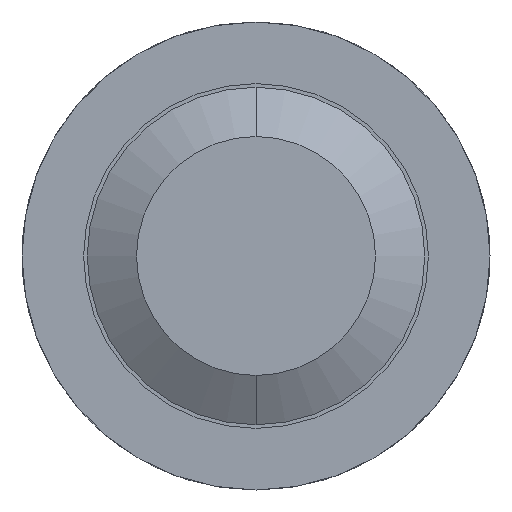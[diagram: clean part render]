
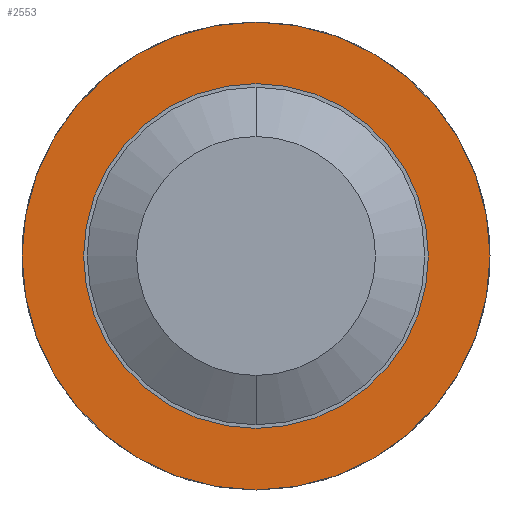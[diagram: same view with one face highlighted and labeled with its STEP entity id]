
A CAD part, front view. The second image highlights one B-rep face of the part: STEP entity #2553.
In plain terms, the highlighted planar face has unit normal (0, -1, 0).
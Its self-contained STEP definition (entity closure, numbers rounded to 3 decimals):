
#126 = VERTEX_POINT ( 'NONE', #1903 ) ;
#249 = DIRECTION ( 'NONE',  ( 0., 0., 1. ) ) ;
#335 = VERTEX_POINT ( 'NONE', #1710 ) ;
#385 = ORIENTED_EDGE ( 'NONE', *, *, #2600, .F. ) ;
#390 = AXIS2_PLACEMENT_3D ( 'NONE', #3259, #3288, #2606 ) ;
#466 = EDGE_CURVE ( 'Defeature ausgef�hrt3_16+Defeature ausgef�hrt3_10+Defeature ausgef�hrt3_10+Defeature ausgef�hrt3_10', #126, #335, #1999, .T. ) ;
#523 = CIRCLE ( 'NONE', #1263, 0.95 ) ;
#600 = CARTESIAN_POINT ( 'NONE',  ( 0., -2.5, 0. ) ) ;
#626 = EDGE_CURVE ( 'Defeature ausgef�hrt3_15+Defeature ausgef�hrt3_16+Defeature ausgef�hrt3_16+Defeature ausgef�hrt3_16', #1118, #2824, #2821, .T. ) ;
#645 = EDGE_CURVE ( 'Defeature ausgef�hrt3_16+Defeature ausgef�hrt3_10+Defeature ausgef�hrt3_10+Defeature ausgef�hrt3_10', #335, #126, #776, .T. ) ;
#776 = CIRCLE ( 'NONE', #2081, 0.685 ) ;
#919 = DIRECTION ( 'NONE',  ( 0., 0., 1. ) ) ;
#1118 = VERTEX_POINT ( 'NONE', #1513 ) ;
#1237 = FACE_OUTER_BOUND ( 'NONE', #2875, .T. ) ;
#1263 = AXIS2_PLACEMENT_3D ( 'NONE', #600, #1614, #2934 ) ;
#1470 = ORIENTED_EDGE ( 'NONE', *, *, #626, .F. ) ;
#1513 = CARTESIAN_POINT ( 'NONE',  ( 0., -2.5, -0.95 ) ) ;
#1561 = DIRECTION ( 'NONE',  ( 0., 1., 0. ) ) ;
#1569 = EDGE_LOOP ( 'NONE', ( #1994, #4140 ) ) ;
#1614 = DIRECTION ( 'NONE',  ( 0., 1., 0. ) ) ;
#1709 = CARTESIAN_POINT ( 'NONE',  ( 0., -2.5, 0.95 ) ) ;
#1710 = CARTESIAN_POINT ( 'NONE',  ( 0., -2.5, -0.685 ) ) ;
#1848 = AXIS2_PLACEMENT_3D ( 'NONE', #3404, #2771, #3744 ) ;
#1885 = DIRECTION ( 'NONE',  ( 0., 1., 0. ) ) ;
#1903 = CARTESIAN_POINT ( 'NONE',  ( 0., -2.5, 0.685 ) ) ;
#1994 = ORIENTED_EDGE ( 'NONE', *, *, #466, .T. ) ;
#1999 = CIRCLE ( 'NONE', #1848, 0.685 ) ;
#2081 = AXIS2_PLACEMENT_3D ( 'NONE', #3562, #1885, #919 ) ;
#2553 = ADVANCED_FACE ( 'Defeature ausgef�hrt3_16', ( #1237, #3569 ), #3606, .F. ) ;
#2600 = EDGE_CURVE ( 'Defeature ausgef�hrt3_15+Defeature ausgef�hrt3_16+Defeature ausgef�hrt3_16+Defeature ausgef�hrt3_16', #2824, #1118, #523, .T. ) ;
#2606 = DIRECTION ( 'NONE',  ( 0., 0., 1. ) ) ;
#2771 = DIRECTION ( 'NONE',  ( 0., 1., 0. ) ) ;
#2821 = CIRCLE ( 'NONE', #4011, 0.95 ) ;
#2824 = VERTEX_POINT ( 'NONE', #1709 ) ;
#2875 = EDGE_LOOP ( 'NONE', ( #385, #1470 ) ) ;
#2934 = DIRECTION ( 'NONE',  ( 0., 0., 1. ) ) ;
#3259 = CARTESIAN_POINT ( 'NONE',  ( 0.95, -2.5, 0. ) ) ;
#3288 = DIRECTION ( 'NONE',  ( 0., 1., 0. ) ) ;
#3404 = CARTESIAN_POINT ( 'NONE',  ( 0., -2.5, 0. ) ) ;
#3562 = CARTESIAN_POINT ( 'NONE',  ( 0., -2.5, 0. ) ) ;
#3569 = FACE_BOUND ( 'NONE', #1569, .T. ) ;
#3606 = PLANE ( 'NONE',  #390 ) ;
#3744 = DIRECTION ( 'NONE',  ( 0., 0., 1. ) ) ;
#3903 = CARTESIAN_POINT ( 'NONE',  ( 0., -2.5, 0. ) ) ;
#4011 = AXIS2_PLACEMENT_3D ( 'NONE', #3903, #1561, #249 ) ;
#4140 = ORIENTED_EDGE ( 'NONE', *, *, #645, .T. ) ;
